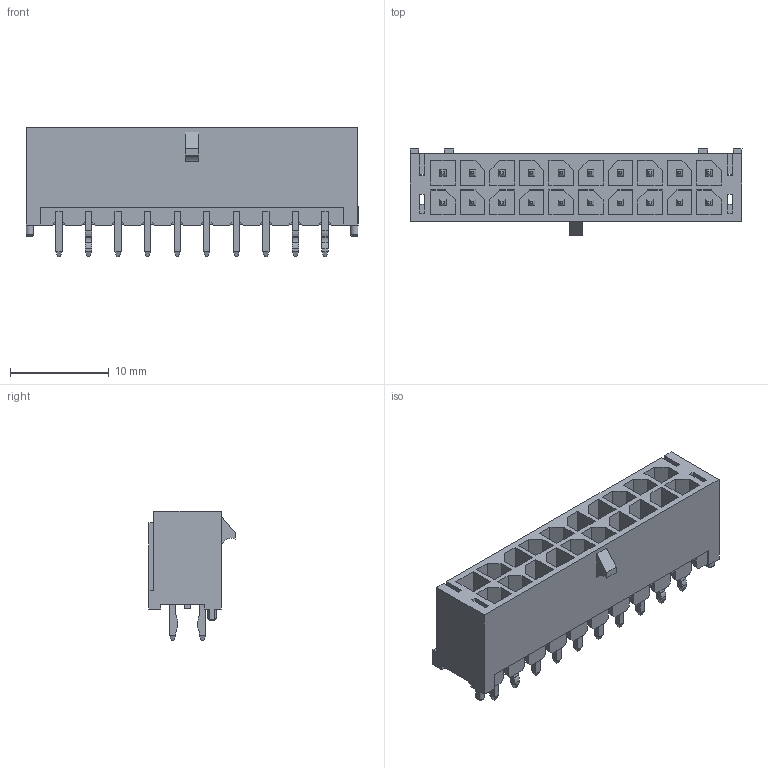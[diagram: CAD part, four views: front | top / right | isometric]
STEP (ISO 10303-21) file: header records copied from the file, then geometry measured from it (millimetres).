
FILE_DESCRIPTION(/* description */ ('Unknown'),/* implementation_level */ '2;1');
FILE_NAME(/* name */ 'J_Wurth_WR-MPC3_66202021122',/* time_stamp */ '2025-06-04T17:20:14+08:00',/* author */ ('Unknown'),/* organization */ ('Unknown'),/* preprocessor_version */ 'ST-DEVELOPER v19.4',/* originating_system */ 'Solid Edge',/* authorisation */ 'Unknown');
FILE_SCHEMA (('AUTOMOTIVE_DESIGN {1 0 10303 214 3 1 1}'));
Length unit declared in the file: millimetre
Products named in the file (2): J_Wurth_WR-MPC3_66202021122.step; J_Wurth_WR-MPC3_66202021122
Assembly tree (1 placements, depth 2):
  J_Wurth_WR-MPC3_66202021122.step
    J_Wurth_WR-MPC3_66202021122
Bounding box: 33.7 x 8.76 x 13.1 mm (x, y, z)
Volume: 1409.7 mm3; surface area: 3329.3 mm2
Topology: 1 solids, 1 shells, 930 faces, 2547 edges, 1616 vertices
Faces by surface type: plane 877, cylinder 47, cone 6
Entity records: 35236 total; most frequent: CARTESIAN_POINT 5137, ORIENTED_EDGE 5086, DIRECTION 4491, EDGE_CURVE 2543, LINE 2427, VECTOR 2427, VERTEX_POINT 1614, AXIS2_PLACEMENT_3D 1032
